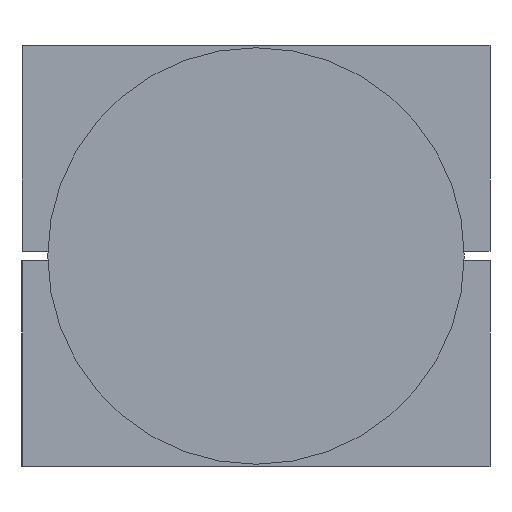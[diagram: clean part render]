
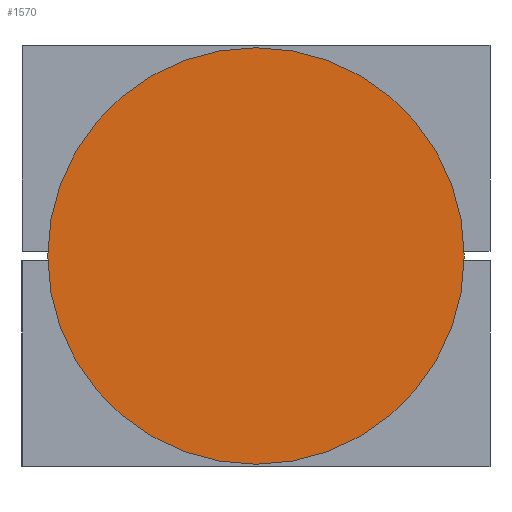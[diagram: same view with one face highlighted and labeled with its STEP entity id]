
A CAD part, front view. The second image highlights one B-rep face of the part: STEP entity #1570.
In plain terms, the highlighted planar face has unit normal (0, -1, 0).
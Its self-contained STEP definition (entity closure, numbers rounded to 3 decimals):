
#390=PLANE('',#1682);
#503=FACE_OUTER_BOUND('',#604,.T.);
#604=EDGE_LOOP('',(#1145));
#742=CIRCLE('',#1681,44.5);
#795=VERTEX_POINT('',#2342);
#940=EDGE_CURVE('',#795,#795,#742,.T.);
#1145=ORIENTED_EDGE('',*,*,#940,.T.);
#1570=ADVANCED_FACE('',(#503),#390,.F.);
#1681=AXIS2_PLACEMENT_3D('',#2343,#1862,#1863);
#1682=AXIS2_PLACEMENT_3D('',#2344,#1864,#1865);
#1862=DIRECTION('center_axis',(0.,-1.,0.));
#1863=DIRECTION('ref_axis',(1.,0.,0.));
#1864=DIRECTION('center_axis',(0.,1.,0.));
#1865=DIRECTION('ref_axis',(0.,0.,1.));
#2342=CARTESIAN_POINT('',(-44.5,0.,0.));
#2343=CARTESIAN_POINT('Origin',(0.,0.,0.));
#2344=CARTESIAN_POINT('Origin',(0.,0.,0.));
